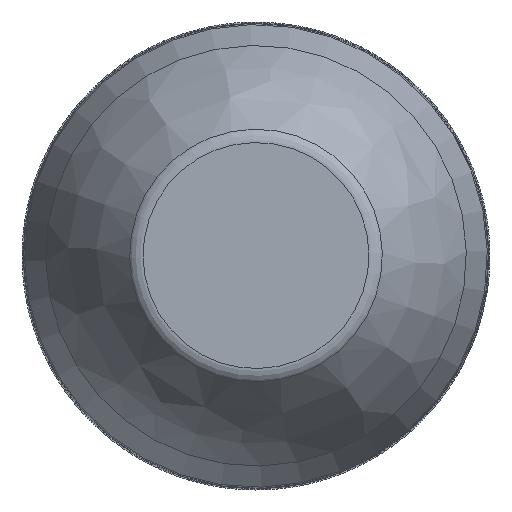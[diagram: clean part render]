
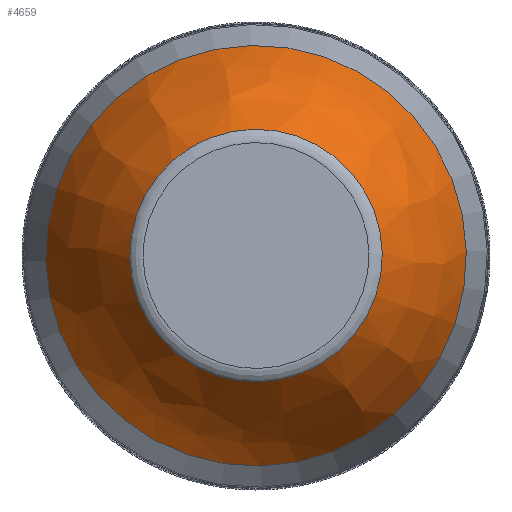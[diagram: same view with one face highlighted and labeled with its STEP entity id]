
A CAD part, top view. The second image highlights one B-rep face of the part: STEP entity #4659.
In plain terms, the highlighted free-form (B-spline) face has degree [3, 3] with [4, 7] control points.
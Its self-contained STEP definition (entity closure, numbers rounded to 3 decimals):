
#2753=(
BOUNDED_SURFACE()
B_SPLINE_SURFACE(3,3,((#23626,#23627,#23628,#23629,#23630,#23631,#23632),
(#23633,#23634,#23635,#23636,#23637,#23638,#23639),(#23640,#23641,#23642,
#23643,#23644,#23645,#23646),(#23647,#23648,#23649,#23650,#23651,#23652,
#23653)),.UNSPECIFIED.,.F.,.T.,.F.)
B_SPLINE_SURFACE_WITH_KNOTS((4,4),(1,3,3,3,1),(0.,1.),(-0.5,0.,0.5,1.,1.5),
 .UNSPECIFIED.)
GEOMETRIC_REPRESENTATION_ITEM()
RATIONAL_B_SPLINE_SURFACE(((1.,0.333,0.333,1.,0.333,
0.333,1.),(0.989,0.33,0.33,
0.989,0.33,0.33,0.989),
(0.989,0.33,0.33,0.989,
0.33,0.33,0.989),(1.,0.333,
0.333,1.,0.333,0.333,1.)))
REPRESENTATION_ITEM('')
SURFACE()
);
#4659=ADVANCED_FACE('',(#6769,#6770),#2753,.T.);
#5884=CIRCLE('',#16514,41.177);
#5885=CIRCLE('',#16515,24.729);
#6769=FACE_BOUND('',#6832,.T.);
#6770=FACE_BOUND('',#6833,.T.);
#6832=EDGE_LOOP('',(#7918));
#6833=EDGE_LOOP('',(#7919));
#7918=ORIENTED_EDGE('',*,*,#14091,.T.);
#7919=ORIENTED_EDGE('',*,*,#14092,.F.);
#12702=VERTEX_POINT('',#23623);
#12703=VERTEX_POINT('',#23625);
#14091=EDGE_CURVE('',#12702,#12702,#5884,.T.);
#14092=EDGE_CURVE('',#12703,#12703,#5885,.T.);
#16514=AXIS2_PLACEMENT_3D('',#23622,#18470,#18471);
#16515=AXIS2_PLACEMENT_3D('',#23624,#18472,#18473);
#18470=DIRECTION('',(0.,0.,1.));
#18471=DIRECTION('',(0.947,-0.321,0.));
#18472=DIRECTION('',(0.,0.,1.));
#18473=DIRECTION('',(-0.947,0.321,0.));
#23622=CARTESIAN_POINT('',(-1.518,7.633,50.004));
#23623=CARTESIAN_POINT('',(37.477,-5.595,50.004));
#23624=CARTESIAN_POINT('',(-1.518,7.633,77.981));
#23625=CARTESIAN_POINT('',(-24.936,15.578,77.981));
#23626=CARTESIAN_POINT('',(-40.513,20.862,50.004));
#23627=CARTESIAN_POINT('',(-14.055,98.851,50.004));
#23628=CARTESIAN_POINT('',(63.934,72.394,50.004));
#23629=CARTESIAN_POINT('',(37.477,-5.595,50.004));
#23630=CARTESIAN_POINT('',(11.019,-83.585,50.004));
#23631=CARTESIAN_POINT('',(-66.97,-57.127,50.004));
#23632=CARTESIAN_POINT('',(-40.513,20.862,50.004));
#23633=CARTESIAN_POINT('',(-36.97,19.66,60.283));
#23634=CARTESIAN_POINT('',(-12.916,90.563,60.283));
#23635=CARTESIAN_POINT('',(57.987,66.51,60.283));
#23636=CARTESIAN_POINT('',(33.933,-4.393,60.283));
#23637=CARTESIAN_POINT('',(9.88,-75.296,60.283));
#23638=CARTESIAN_POINT('',(-61.023,-51.243,60.283));
#23639=CARTESIAN_POINT('',(-36.97,19.66,60.283));
#23640=CARTESIAN_POINT('',(-31.719,17.879,69.713));
#23641=CARTESIAN_POINT('',(-11.228,78.281,69.713));
#23642=CARTESIAN_POINT('',(49.174,57.79,69.713));
#23643=CARTESIAN_POINT('',(28.683,-2.612,69.713));
#23644=CARTESIAN_POINT('',(8.192,-63.015,69.713));
#23645=CARTESIAN_POINT('',(-52.21,-42.524,69.713));
#23646=CARTESIAN_POINT('',(-31.719,17.879,69.713));
#23647=CARTESIAN_POINT('',(-24.936,15.578,77.981));
#23648=CARTESIAN_POINT('',(-9.047,62.414,77.981));
#23649=CARTESIAN_POINT('',(37.789,46.525,77.981));
#23650=CARTESIAN_POINT('',(21.9,-0.311,77.981));
#23651=CARTESIAN_POINT('',(6.011,-47.147,77.981));
#23652=CARTESIAN_POINT('',(-40.825,-31.258,77.981));
#23653=CARTESIAN_POINT('',(-24.936,15.578,77.981));
